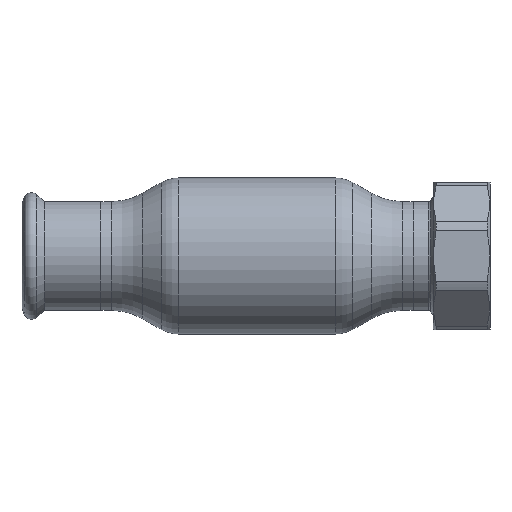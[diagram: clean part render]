
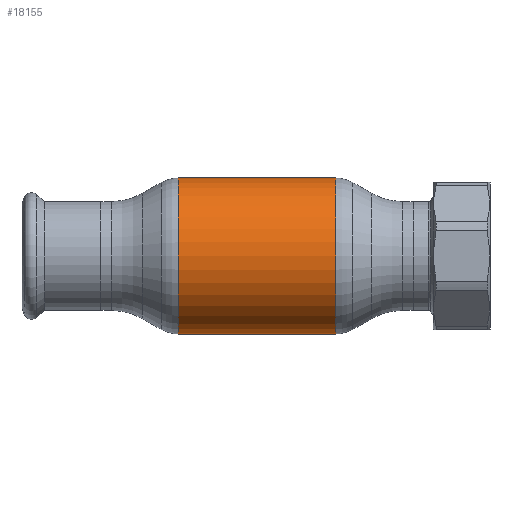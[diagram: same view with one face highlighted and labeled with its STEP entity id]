
A CAD part, front view. The second image highlights one B-rep face of the part: STEP entity #18155.
In plain terms, the highlighted cylindrical face has radius 27.5 mm (diameter 55 mm), a partial arc.
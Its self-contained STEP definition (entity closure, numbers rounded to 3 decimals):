
#213 = DIRECTION ( 'NONE',  ( -1., 0., 0. ) ) ;
#829 = CARTESIAN_POINT ( 'NONE',  ( -62.69, 0., 27.5 ) ) ;
#3592 = VERTEX_POINT ( 'NONE', #10992 ) ;
#7406 = CARTESIAN_POINT ( 'NONE',  ( -27.785, 0., 27.5 ) ) ;
#8618 = DIRECTION ( 'NONE',  ( -1., 0., 0. ) ) ;
#8715 = CARTESIAN_POINT ( 'NONE',  ( -62.69, 0., 0. ) ) ;
#9020 = DIRECTION ( 'NONE',  ( -1., 0., 0. ) ) ;
#9705 = EDGE_CURVE ( 'NONE', #3592, #42822, #22032, .T. ) ;
#10062 = CARTESIAN_POINT ( 'NONE',  ( 27.785, 0., -27.5 ) ) ;
#10240 = LINE ( 'NONE', #829, #40759 ) ;
#10992 = CARTESIAN_POINT ( 'NONE',  ( -27.785, 0., -27.5 ) ) ;
#11761 = EDGE_CURVE ( 'NONE', #32753, #42822, #10240, .T. ) ;
#14195 = DIRECTION ( 'NONE',  ( 0., 0., 1. ) ) ;
#14574 = EDGE_LOOP ( 'NONE', ( #16726, #29895, #34702, #55115 ) ) ;
#16610 = LINE ( 'NONE', #49235, #41884 ) ;
#16726 = ORIENTED_EDGE ( 'NONE', *, *, #35922, .F. ) ;
#18155 = ADVANCED_FACE ( 'NONE', ( #35244 ), #44740, .T. ) ;
#18832 = DIRECTION ( 'NONE',  ( 0., 0., 1. ) ) ;
#21629 = CARTESIAN_POINT ( 'NONE',  ( 27.785, 0., 27.5 ) ) ;
#21746 = VERTEX_POINT ( 'NONE', #10062 ) ;
#22032 = CIRCLE ( 'NONE', #24933, 27.5 ) ;
#24933 = AXIS2_PLACEMENT_3D ( 'NONE', #37647, #213, #18832 ) ;
#25074 = DIRECTION ( 'NONE',  ( 0., 0., 1. ) ) ;
#29605 = CARTESIAN_POINT ( 'NONE',  ( 27.785, 0., 0. ) ) ;
#29895 = ORIENTED_EDGE ( 'NONE', *, *, #58998, .T. ) ;
#32104 = CIRCLE ( 'NONE', #45781, 27.5 ) ;
#32753 = VERTEX_POINT ( 'NONE', #21629 ) ;
#34702 = ORIENTED_EDGE ( 'NONE', *, *, #11761, .T. ) ;
#35244 = FACE_OUTER_BOUND ( 'NONE', #14574, .T. ) ;
#35922 = EDGE_CURVE ( 'NONE', #21746, #3592, #16610, .T. ) ;
#37647 = CARTESIAN_POINT ( 'NONE',  ( -27.785, 0., 0. ) ) ;
#40759 = VECTOR ( 'NONE', #46900, 1000. ) ;
#41884 = VECTOR ( 'NONE', #8618, 1000. ) ;
#42569 = AXIS2_PLACEMENT_3D ( 'NONE', #8715, #9020, #14195 ) ;
#42822 = VERTEX_POINT ( 'NONE', #7406 ) ;
#44740 = CYLINDRICAL_SURFACE ( 'NONE', #42569, 27.5 ) ;
#45781 = AXIS2_PLACEMENT_3D ( 'NONE', #29605, #49173, #25074 ) ;
#46900 = DIRECTION ( 'NONE',  ( -1., 0., 0. ) ) ;
#49173 = DIRECTION ( 'NONE',  ( -1., 0., 0. ) ) ;
#49235 = CARTESIAN_POINT ( 'NONE',  ( -62.69, 0., -27.5 ) ) ;
#55115 = ORIENTED_EDGE ( 'NONE', *, *, #9705, .F. ) ;
#58998 = EDGE_CURVE ( 'NONE', #21746, #32753, #32104, .T. ) ;
